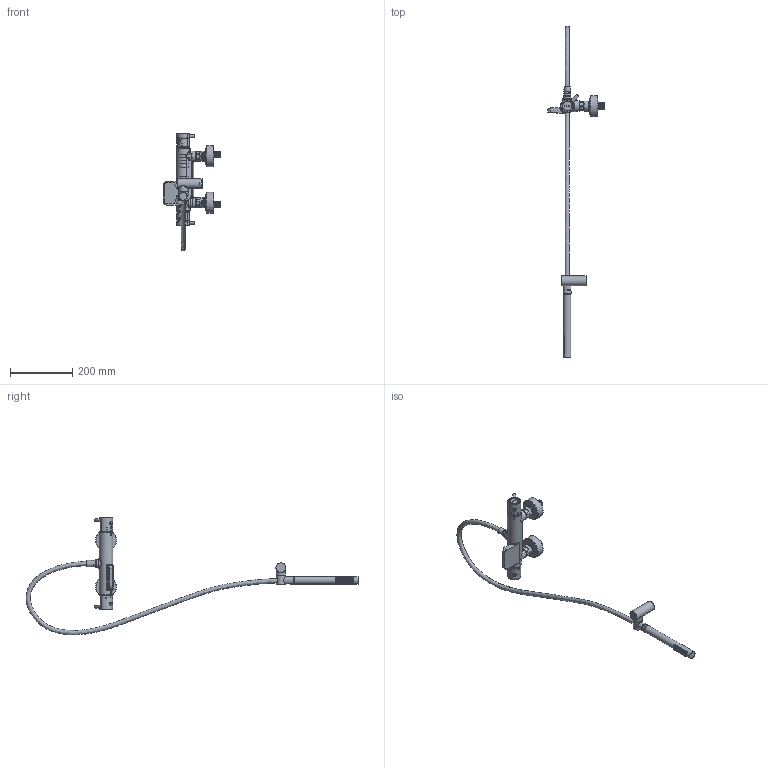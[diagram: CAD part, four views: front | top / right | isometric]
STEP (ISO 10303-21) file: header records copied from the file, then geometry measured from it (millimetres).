
FILE_DESCRIPTION (( 'STEP AP203' ), '1' );
FILE_NAME ('39CP07587.STEP', '2024-02-20T10:23:51', ( '' ), ( '' ), 'SwSTEP 2.0', 'SolidWorks 2021', '' );
FILE_SCHEMA (( 'CONFIG_CONTROL_DESIGN' ));
Products named in the file (1): 39CP07587
Bounding box: 183.13 x 1064.02 x 376.89 mm (x, y, z)
Volume: 647421.5 mm3; surface area: 300641.7 mm2
Topology: 22 solids, 22 shells, 1936 faces, 4655 edges, 2922 vertices
Faces by surface type: plane 599, bspline 523, cylinder 512, cone 213, torus 71, sphere 18
Full cylindrical faces by diameter (mm): 1.971 x1, 3.1 x4, 3.3 x2, 3.4 x4, 4.15 x2, 4.4 x1, 4.5 x1, 4.65 x2, 5.5 x1, 5.8 x7, 6 x1, 6.2 x1, 7.5 x1, 7.8 x1, 8.571 x1, 9.8 x1, 10 x2, 10.2 x2, 10.5 x1, 12.471 x1, 13.4 x1, 14 x1, 15 x4, 16 x6, 16.4 x2, 17.371 x1, 17.6 x2, 17.8 x2, 17.971 x1, 18 x1
Entity records: 114103 total; most frequent: CARTESIAN_POINT 76205, ORIENTED_EDGE 8206, DIRECTION 6554, EDGE_CURVE 4103, VERTEX_POINT 2728, AXIS2_PLACEMENT_3D 2698, EDGE_LOOP 2507, FACE_OUTER_BOUND 2082
